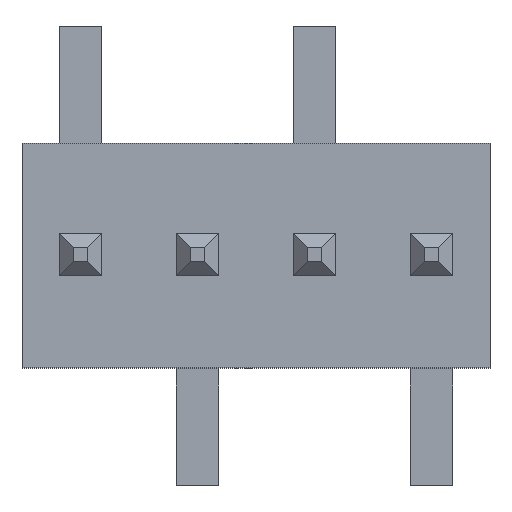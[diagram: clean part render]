
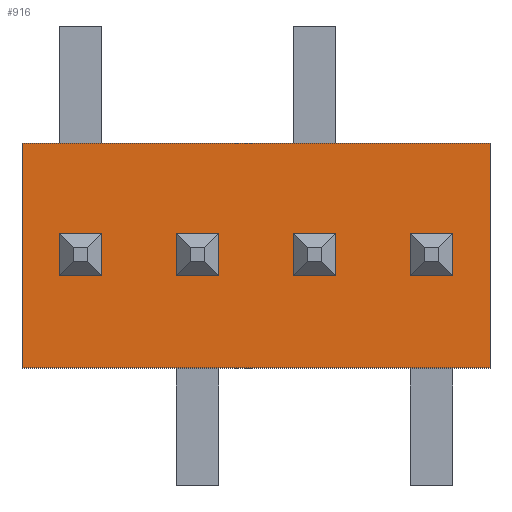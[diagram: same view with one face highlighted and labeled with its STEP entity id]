
A CAD part, top view. The second image highlights one B-rep face of the part: STEP entity #916.
In plain terms, the highlighted face is planar.
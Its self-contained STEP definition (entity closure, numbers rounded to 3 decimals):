
#88 = VERTEX_POINT('',#89);
#89 = CARTESIAN_POINT('',(2.54,1.27,-1.219));
#106 = VERTEX_POINT('',#107);
#107 = CARTESIAN_POINT('',(-2.54,1.27,-1.219));
#113 = EDGE_CURVE('',#88,#106,#114,.T.);
#114 = LINE('',#115,#116);
#115 = CARTESIAN_POINT('',(2.54,1.27,-1.219));
#116 = VECTOR('',#117,1.);
#117 = DIRECTION('',(-1.,0.,0.));
#255 = VERTEX_POINT('',#256);
#256 = CARTESIAN_POINT('',(-2.54,1.27,1.219));
#262 = EDGE_CURVE('',#106,#255,#263,.T.);
#263 = LINE('',#264,#265);
#264 = CARTESIAN_POINT('',(-2.54,1.27,-1.219));
#265 = VECTOR('',#266,1.);
#266 = DIRECTION('',(0.,0.,1.));
#286 = VERTEX_POINT('',#287);
#287 = CARTESIAN_POINT('',(2.54,1.27,1.219));
#293 = EDGE_CURVE('',#255,#286,#294,.T.);
#294 = LINE('',#295,#296);
#295 = CARTESIAN_POINT('',(-2.54,1.27,1.219));
#296 = VECTOR('',#297,1.);
#297 = DIRECTION('',(1.,0.,0.));
#324 = EDGE_CURVE('',#286,#88,#325,.T.);
#325 = LINE('',#326,#327);
#326 = CARTESIAN_POINT('',(2.54,1.27,1.219));
#327 = VECTOR('',#328,1.);
#328 = DIRECTION('',(0.,0.,-1.));
#418 = VERTEX_POINT('',#419);
#419 = CARTESIAN_POINT('',(1.676,1.27,-0.229));
#425 = EDGE_CURVE('',#418,#426,#428,.T.);
#426 = VERTEX_POINT('',#427);
#427 = CARTESIAN_POINT('',(1.676,1.27,0.178));
#428 = LINE('',#429,#430);
#429 = CARTESIAN_POINT('',(1.676,1.27,-0.229));
#430 = VECTOR('',#431,1.);
#431 = DIRECTION('',(0.,0.,1.));
#456 = VERTEX_POINT('',#457);
#457 = CARTESIAN_POINT('',(2.083,1.27,-0.229));
#463 = EDGE_CURVE('',#456,#418,#464,.T.);
#464 = LINE('',#465,#466);
#465 = CARTESIAN_POINT('',(2.083,1.27,-0.229));
#466 = VECTOR('',#467,1.);
#467 = DIRECTION('',(-1.,0.,0.));
#487 = VERTEX_POINT('',#488);
#488 = CARTESIAN_POINT('',(2.083,1.27,0.178));
#494 = EDGE_CURVE('',#487,#456,#495,.T.);
#495 = LINE('',#496,#497);
#496 = CARTESIAN_POINT('',(2.083,1.27,0.178));
#497 = VECTOR('',#498,1.);
#498 = DIRECTION('',(0.,0.,-1.));
#520 = VERTEX_POINT('',#521);
#521 = CARTESIAN_POINT('',(0.406,1.27,-0.229));
#527 = EDGE_CURVE('',#520,#528,#530,.T.);
#528 = VERTEX_POINT('',#529);
#529 = CARTESIAN_POINT('',(0.406,1.27,0.178));
#530 = LINE('',#531,#532);
#531 = CARTESIAN_POINT('',(0.406,1.27,-0.229));
#532 = VECTOR('',#533,1.);
#533 = DIRECTION('',(0.,0.,1.));
#558 = VERTEX_POINT('',#559);
#559 = CARTESIAN_POINT('',(0.813,1.27,-0.229));
#565 = EDGE_CURVE('',#558,#520,#566,.T.);
#566 = LINE('',#567,#568);
#567 = CARTESIAN_POINT('',(0.813,1.27,-0.229));
#568 = VECTOR('',#569,1.);
#569 = DIRECTION('',(-1.,0.,0.));
#589 = VERTEX_POINT('',#590);
#590 = CARTESIAN_POINT('',(0.813,1.27,0.178));
#596 = EDGE_CURVE('',#589,#558,#597,.T.);
#597 = LINE('',#598,#599);
#598 = CARTESIAN_POINT('',(0.813,1.27,0.178));
#599 = VECTOR('',#600,1.);
#600 = DIRECTION('',(0.,0.,-1.));
#622 = VERTEX_POINT('',#623);
#623 = CARTESIAN_POINT('',(-0.864,1.27,-0.229));
#629 = EDGE_CURVE('',#622,#630,#632,.T.);
#630 = VERTEX_POINT('',#631);
#631 = CARTESIAN_POINT('',(-0.864,1.27,0.178));
#632 = LINE('',#633,#634);
#633 = CARTESIAN_POINT('',(-0.864,1.27,-0.229));
#634 = VECTOR('',#635,1.);
#635 = DIRECTION('',(0.,0.,1.));
#660 = VERTEX_POINT('',#661);
#661 = CARTESIAN_POINT('',(-0.457,1.27,-0.229));
#667 = EDGE_CURVE('',#660,#622,#668,.T.);
#668 = LINE('',#669,#670);
#669 = CARTESIAN_POINT('',(-0.457,1.27,-0.229));
#670 = VECTOR('',#671,1.);
#671 = DIRECTION('',(-1.,0.,0.));
#691 = VERTEX_POINT('',#692);
#692 = CARTESIAN_POINT('',(-0.457,1.27,0.178));
#698 = EDGE_CURVE('',#691,#660,#699,.T.);
#699 = LINE('',#700,#701);
#700 = CARTESIAN_POINT('',(-0.457,1.27,0.178));
#701 = VECTOR('',#702,1.);
#702 = DIRECTION('',(0.,0.,-1.));
#724 = VERTEX_POINT('',#725);
#725 = CARTESIAN_POINT('',(-2.134,1.27,-0.229));
#731 = EDGE_CURVE('',#724,#732,#734,.T.);
#732 = VERTEX_POINT('',#733);
#733 = CARTESIAN_POINT('',(-2.134,1.27,0.178));
#734 = LINE('',#735,#736);
#735 = CARTESIAN_POINT('',(-2.134,1.27,-0.229));
#736 = VECTOR('',#737,1.);
#737 = DIRECTION('',(0.,0.,1.));
#762 = VERTEX_POINT('',#763);
#763 = CARTESIAN_POINT('',(-1.727,1.27,-0.229));
#769 = EDGE_CURVE('',#762,#724,#770,.T.);
#770 = LINE('',#771,#772);
#771 = CARTESIAN_POINT('',(-1.727,1.27,-0.229));
#772 = VECTOR('',#773,1.);
#773 = DIRECTION('',(-1.,0.,0.));
#793 = VERTEX_POINT('',#794);
#794 = CARTESIAN_POINT('',(-1.727,1.27,0.178));
#800 = EDGE_CURVE('',#793,#762,#801,.T.);
#801 = LINE('',#802,#803);
#802 = CARTESIAN_POINT('',(-1.727,1.27,0.178));
#803 = VECTOR('',#804,1.);
#804 = DIRECTION('',(0.,0.,-1.));
#822 = EDGE_CURVE('',#426,#487,#823,.T.);
#823 = LINE('',#824,#825);
#824 = CARTESIAN_POINT('',(1.676,1.27,0.178));
#825 = VECTOR('',#826,1.);
#826 = DIRECTION('',(1.,0.,0.));
#844 = EDGE_CURVE('',#528,#589,#845,.T.);
#845 = LINE('',#846,#847);
#846 = CARTESIAN_POINT('',(0.406,1.27,0.178));
#847 = VECTOR('',#848,1.);
#848 = DIRECTION('',(1.,0.,0.));
#866 = EDGE_CURVE('',#630,#691,#867,.T.);
#867 = LINE('',#868,#869);
#868 = CARTESIAN_POINT('',(-0.864,1.27,0.178));
#869 = VECTOR('',#870,1.);
#870 = DIRECTION('',(1.,0.,0.));
#888 = EDGE_CURVE('',#732,#793,#889,.T.);
#889 = LINE('',#890,#891);
#890 = CARTESIAN_POINT('',(-2.134,1.27,0.178));
#891 = VECTOR('',#892,1.);
#892 = DIRECTION('',(1.,0.,0.));
#916 = ADVANCED_FACE('',(#917,#923,#929,#935,#941),#947,.T.);
#917 = FACE_BOUND('',#918,.T.);
#918 = EDGE_LOOP('',(#919,#920,#921,#922));
#919 = ORIENTED_EDGE('',*,*,#731,.F.);
#920 = ORIENTED_EDGE('',*,*,#769,.F.);
#921 = ORIENTED_EDGE('',*,*,#800,.F.);
#922 = ORIENTED_EDGE('',*,*,#888,.F.);
#923 = FACE_BOUND('',#924,.T.);
#924 = EDGE_LOOP('',(#925,#926,#927,#928));
#925 = ORIENTED_EDGE('',*,*,#629,.F.);
#926 = ORIENTED_EDGE('',*,*,#667,.F.);
#927 = ORIENTED_EDGE('',*,*,#698,.F.);
#928 = ORIENTED_EDGE('',*,*,#866,.F.);
#929 = FACE_BOUND('',#930,.T.);
#930 = EDGE_LOOP('',(#931,#932,#933,#934));
#931 = ORIENTED_EDGE('',*,*,#527,.F.);
#932 = ORIENTED_EDGE('',*,*,#565,.F.);
#933 = ORIENTED_EDGE('',*,*,#596,.F.);
#934 = ORIENTED_EDGE('',*,*,#844,.F.);
#935 = FACE_BOUND('',#936,.T.);
#936 = EDGE_LOOP('',(#937,#938,#939,#940));
#937 = ORIENTED_EDGE('',*,*,#425,.F.);
#938 = ORIENTED_EDGE('',*,*,#463,.F.);
#939 = ORIENTED_EDGE('',*,*,#494,.F.);
#940 = ORIENTED_EDGE('',*,*,#822,.F.);
#941 = FACE_BOUND('',#942,.T.);
#942 = EDGE_LOOP('',(#943,#944,#945,#946));
#943 = ORIENTED_EDGE('',*,*,#262,.T.);
#944 = ORIENTED_EDGE('',*,*,#293,.T.);
#945 = ORIENTED_EDGE('',*,*,#324,.T.);
#946 = ORIENTED_EDGE('',*,*,#113,.T.);
#947 = PLANE('',#948);
#948 = AXIS2_PLACEMENT_3D('',#949,#950,#951);
#949 = CARTESIAN_POINT('',(0.,1.27,0.));
#950 = DIRECTION('',(0.,1.,0.));
#951 = DIRECTION('',(0.,-0.,1.));
